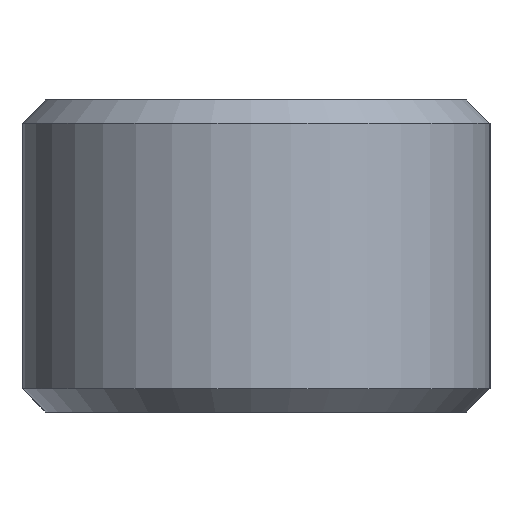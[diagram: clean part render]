
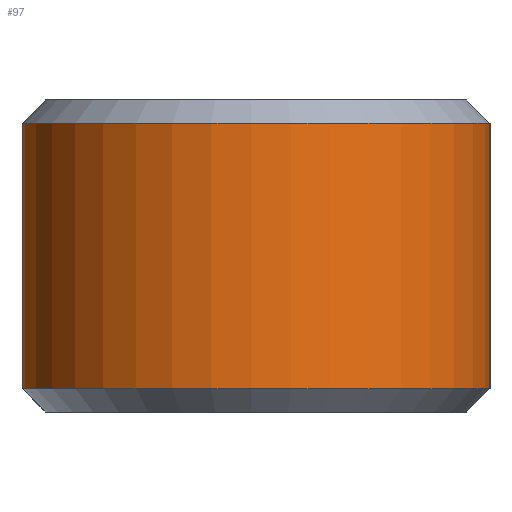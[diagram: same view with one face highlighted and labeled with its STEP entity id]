
A CAD part, left-side view. The second image highlights one B-rep face of the part: STEP entity #97.
In plain terms, the highlighted cylindrical face has radius 3 mm (diameter 6 mm), a partial arc.
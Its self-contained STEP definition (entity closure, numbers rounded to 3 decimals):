
#81=CYLINDRICAL_SURFACE('',#618,3.);
#97=ADVANCED_FACE('',(#142),#81,.T.);
#142=FACE_OUTER_BOUND('',#172,.T.);
#172=EDGE_LOOP('',(#322,#323,#324,#325));
#220=LINE('',#885,#258);
#232=LINE('',#923,#270);
#258=VECTOR('',#697,1.);
#270=VECTOR('',#729,1.);
#322=ORIENTED_EDGE('',*,*,#506,.T.);
#323=ORIENTED_EDGE('',*,*,#524,.T.);
#324=ORIENTED_EDGE('',*,*,#525,.F.);
#325=ORIENTED_EDGE('',*,*,#526,.T.);
#456=VERTEX_POINT('',#884);
#457=VERTEX_POINT('',#886);
#472=VERTEX_POINT('',#922);
#473=VERTEX_POINT('',#924);
#506=EDGE_CURVE('',#457,#456,#220,.T.);
#524=EDGE_CURVE('',#456,#472,#577,.T.);
#525=EDGE_CURVE('',#473,#472,#232,.T.);
#526=EDGE_CURVE('',#473,#457,#578,.T.);
#577=CIRCLE('',#616,3.);
#578=CIRCLE('',#617,3.);
#616=AXIS2_PLACEMENT_3D('',#921,#727,#728);
#617=AXIS2_PLACEMENT_3D('',#925,#730,#731);
#618=AXIS2_PLACEMENT_3D('',#926,#732,#733);
#697=DIRECTION('',(0.,0.,-1.));
#727=DIRECTION('',(0.,0.,1.));
#728=DIRECTION('',(1.,0.,0.));
#729=DIRECTION('',(0.,0.,-1.));
#730=DIRECTION('',(0.,0.,-1.));
#731=DIRECTION('',(1.,0.,0.));
#732=DIRECTION('',(0.,0.,-1.));
#733=DIRECTION('',(-1.,0.,0.));
#884=CARTESIAN_POINT('',(-9.,0.,0.3));
#885=CARTESIAN_POINT('',(-9.,0.,4.));
#886=CARTESIAN_POINT('',(-9.,0.,3.7));
#921=CARTESIAN_POINT('',(-9.,-3.,0.3));
#922=CARTESIAN_POINT('',(-6.017,-2.684,0.3));
#923=CARTESIAN_POINT('',(-6.017,-2.684,4.));
#924=CARTESIAN_POINT('',(-6.017,-2.684,3.7));
#925=CARTESIAN_POINT('',(-9.,-3.,3.7));
#926=CARTESIAN_POINT('',(-9.,-3.,4.));
